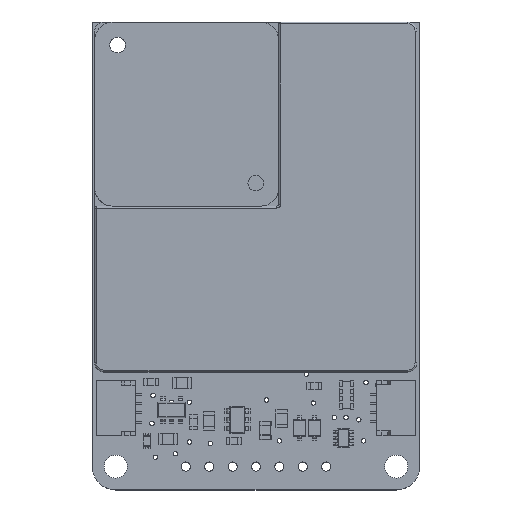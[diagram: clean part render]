
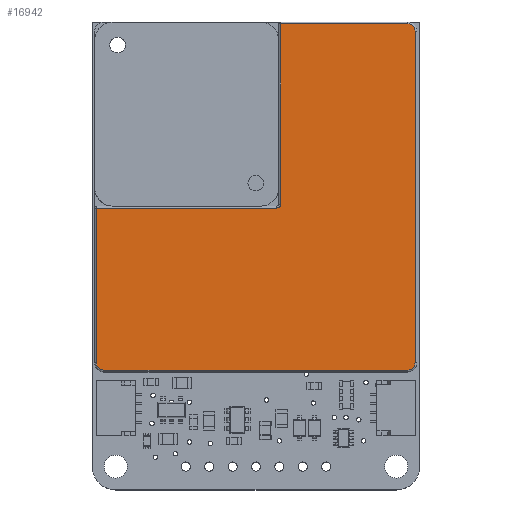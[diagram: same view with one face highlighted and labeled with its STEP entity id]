
A CAD part, top view. The second image highlights one B-rep face of the part: STEP entity #16942.
In plain terms, the highlighted face is planar.
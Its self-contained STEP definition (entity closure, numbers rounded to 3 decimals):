
#1042=PLANE('',#18393);
#1890=FACE_OUTER_BOUND('',#2898,.T.);
#2898=EDGE_LOOP('',(#15003,#15004,#15005,#15006,#15007,#15008,#15009,#15010,
#15011,#15012));
#4698=LINE('',#27233,#6496);
#4700=LINE('',#27245,#6498);
#4702=LINE('',#27257,#6500);
#4704=LINE('',#27269,#6502);
#4706=LINE('',#27277,#6504);
#4708=LINE('',#27288,#6506);
#6496=VECTOR('',#22581,10.);
#6498=VECTOR('',#22595,10.);
#6500=VECTOR('',#22609,10.);
#6502=VECTOR('',#22623,10.);
#6504=VECTOR('',#22631,10.);
#6506=VECTOR('',#22645,10.);
#6911=CIRCLE('',#18354,0.8);
#6915=CIRCLE('',#18360,0.8);
#6919=CIRCLE('',#18366,0.8);
#6925=CIRCLE('',#18375,0.4);
#8295=VERTEX_POINT('',#27226);
#8298=VERTEX_POINT('',#27231);
#8299=VERTEX_POINT('',#27235);
#8301=VERTEX_POINT('',#27241);
#8303=VERTEX_POINT('',#27247);
#8305=VERTEX_POINT('',#27253);
#8307=VERTEX_POINT('',#27259);
#8309=VERTEX_POINT('',#27265);
#8311=VERTEX_POINT('',#27271);
#8314=VERTEX_POINT('',#27279);
#10530=EDGE_CURVE('',#8298,#8295,#4698,.T.);
#10533=EDGE_CURVE('',#8295,#8299,#6911,.T.);
#10536=EDGE_CURVE('',#8299,#8301,#4700,.T.);
#10539=EDGE_CURVE('',#8301,#8303,#6915,.T.);
#10542=EDGE_CURVE('',#8303,#8305,#4702,.T.);
#10545=EDGE_CURVE('',#8305,#8307,#6919,.T.);
#10548=EDGE_CURVE('',#8307,#8309,#4704,.T.);
#10552=EDGE_CURVE('',#8309,#8311,#4706,.T.);
#10555=EDGE_CURVE('',#8311,#8314,#6925,.T.);
#10558=EDGE_CURVE('',#8314,#8298,#4708,.T.);
#15003=ORIENTED_EDGE('',*,*,#10530,.F.);
#15004=ORIENTED_EDGE('',*,*,#10558,.F.);
#15005=ORIENTED_EDGE('',*,*,#10555,.F.);
#15006=ORIENTED_EDGE('',*,*,#10552,.F.);
#15007=ORIENTED_EDGE('',*,*,#10548,.F.);
#15008=ORIENTED_EDGE('',*,*,#10545,.F.);
#15009=ORIENTED_EDGE('',*,*,#10542,.F.);
#15010=ORIENTED_EDGE('',*,*,#10539,.F.);
#15011=ORIENTED_EDGE('',*,*,#10536,.F.);
#15012=ORIENTED_EDGE('',*,*,#10533,.F.);
#16942=ADVANCED_FACE('',(#1890),#1042,.T.);
#18354=AXIS2_PLACEMENT_3D('',#27239,#22588,#22589);
#18360=AXIS2_PLACEMENT_3D('',#27251,#22602,#22603);
#18366=AXIS2_PLACEMENT_3D('',#27263,#22616,#22617);
#18375=AXIS2_PLACEMENT_3D('',#27283,#22638,#22639);
#18393=AXIS2_PLACEMENT_3D('',#27327,#22688,#22689);
#22581=DIRECTION('',(0.,0.,-1.));
#22588=DIRECTION('center_axis',(0.,-1.,0.));
#22589=DIRECTION('ref_axis',(-0.707,0.,-0.707));
#22595=DIRECTION('',(1.,0.,0.));
#22602=DIRECTION('center_axis',(0.,-1.,0.));
#22603=DIRECTION('ref_axis',(0.707,0.,-0.707));
#22609=DIRECTION('',(0.,0.,1.));
#22616=DIRECTION('center_axis',(0.,-1.,0.));
#22617=DIRECTION('ref_axis',(0.707,0.,0.707));
#22623=DIRECTION('',(-1.,0.,0.));
#22631=DIRECTION('',(0.,0.,-1.));
#22638=DIRECTION('center_axis',(0.,1.,0.));
#22639=DIRECTION('ref_axis',(0.707,0.,-0.707));
#22645=DIRECTION('',(-1.,0.,0.));
#22688=DIRECTION('center_axis',(0.,1.,0.));
#22689=DIRECTION('ref_axis',(0.,0.,1.));
#27226=CARTESIAN_POINT('',(-18.8,6.2,-16.5));
#27231=CARTESIAN_POINT('',(-18.8,6.2,-2.7));
#27233=CARTESIAN_POINT('',(-18.8,6.2,-8.75));
#27235=CARTESIAN_POINT('',(-18.,6.2,-17.3));
#27239=CARTESIAN_POINT('Origin',(-18.,6.2,-16.5));
#27241=CARTESIAN_POINT('',(18.,6.2,-17.3));
#27245=CARTESIAN_POINT('',(9.5,6.2,-17.3));
#27247=CARTESIAN_POINT('',(18.8,6.2,-16.5));
#27251=CARTESIAN_POINT('Origin',(18.,6.2,-16.5));
#27253=CARTESIAN_POINT('',(18.8,6.2,16.5));
#27257=CARTESIAN_POINT('',(18.8,6.2,8.75));
#27259=CARTESIAN_POINT('',(18.,6.2,17.3));
#27263=CARTESIAN_POINT('Origin',(18.,6.2,16.5));
#27265=CARTESIAN_POINT('',(1.2,6.2,17.3));
#27269=CARTESIAN_POINT('',(-9.5,6.2,17.3));
#27271=CARTESIAN_POINT('',(1.2,6.2,-2.3));
#27277=CARTESIAN_POINT('',(1.2,6.2,-1.25));
#27279=CARTESIAN_POINT('',(0.8,6.2,-2.7));
#27283=CARTESIAN_POINT('Origin',(0.8,6.2,-2.3));
#27288=CARTESIAN_POINT('',(-9.5,6.2,-2.7));
#27327=CARTESIAN_POINT('Origin',(0.,6.2,0.));
